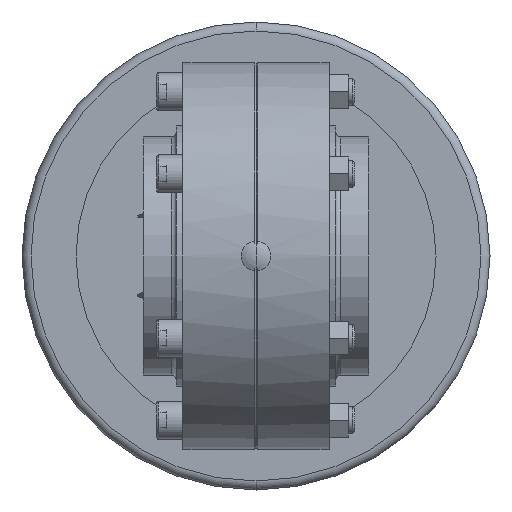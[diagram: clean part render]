
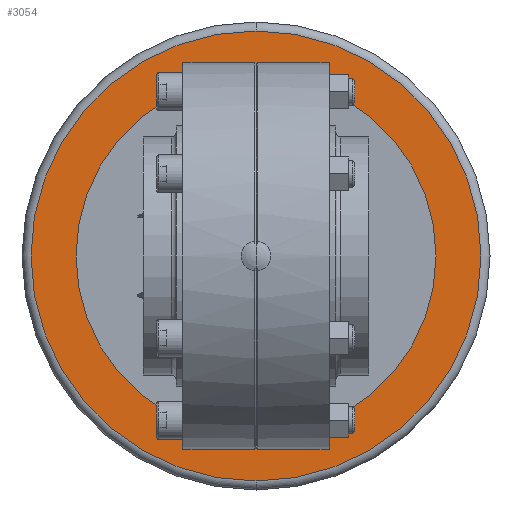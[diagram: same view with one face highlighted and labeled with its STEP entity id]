
A CAD part, front view. The second image highlights one B-rep face of the part: STEP entity #3054.
In plain terms, the highlighted planar face has unit normal (0, -1, 0).
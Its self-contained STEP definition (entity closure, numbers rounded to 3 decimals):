
#606 = ORIENTED_EDGE ( 'NONE', *, *, #10338, .T. ) ;
#865 = CIRCLE ( 'NONE', #10221, 40. ) ;
#1277 = DIRECTION ( 'NONE',  ( 0., 0., 1. ) ) ;
#1977 = PLANE ( 'NONE',  #10297 ) ;
#2004 = AXIS2_PLACEMENT_3D ( 'NONE', #10030, #7395, #2019 ) ;
#2019 = DIRECTION ( 'NONE',  ( 0., 0., -1. ) ) ;
#2723 = DIRECTION ( 'NONE',  ( 0., -1., 0. ) ) ;
#2825 = CARTESIAN_POINT ( 'NONE',  ( 0., 67.85, -50. ) ) ;
#2832 = DIRECTION ( 'NONE',  ( 0., 0., 1. ) ) ;
#3054 = ADVANCED_FACE ( 'NONE', ( #7417, #6436 ), #1977, .F. ) ;
#3937 = ORIENTED_EDGE ( 'NONE', *, *, #8556, .T. ) ;
#4276 = DIRECTION ( 'NONE',  ( 0., 0., 1. ) ) ;
#4698 = CARTESIAN_POINT ( 'NONE',  ( 0., 67.85, -40. ) ) ;
#5153 = CARTESIAN_POINT ( 'NONE',  ( 0., 67.85, 0. ) ) ;
#5670 = VERTEX_POINT ( 'NONE', #6807 ) ;
#5979 = VERTEX_POINT ( 'NONE', #2825 ) ;
#6065 = EDGE_LOOP ( 'NONE', ( #3937, #606 ) ) ;
#6230 = CARTESIAN_POINT ( 'NONE',  ( 0., 67.85, 0. ) ) ;
#6273 = DIRECTION ( 'NONE',  ( 0., -1., 0. ) ) ;
#6329 = CARTESIAN_POINT ( 'NONE',  ( 0., 67.85, 0. ) ) ;
#6348 = CIRCLE ( 'NONE', #7278, 50. ) ;
#6436 = FACE_BOUND ( 'NONE', #8246, .T. ) ;
#6480 = AXIS2_PLACEMENT_3D ( 'NONE', #6230, #2723, #2832 ) ;
#6633 = ORIENTED_EDGE ( 'NONE', *, *, #9055, .F. ) ;
#6807 = CARTESIAN_POINT ( 'NONE',  ( 0., 67.85, 40. ) ) ;
#7018 = CARTESIAN_POINT ( 'NONE',  ( 0., 67.85, 50. ) ) ;
#7278 = AXIS2_PLACEMENT_3D ( 'NONE', #5153, #11349, #4276 ) ;
#7333 = VERTEX_POINT ( 'NONE', #7018 ) ;
#7395 = DIRECTION ( 'NONE',  ( 0., -1., 0. ) ) ;
#7417 = FACE_OUTER_BOUND ( 'NONE', #6065, .T. ) ;
#8156 = CIRCLE ( 'NONE', #6480, 50. ) ;
#8246 = EDGE_LOOP ( 'NONE', ( #6633, #10675 ) ) ;
#8556 = EDGE_CURVE ( 'NONE', #7333, #5979, #8156, .T. ) ;
#9055 = EDGE_CURVE ( 'NONE', #10036, #5670, #865, .T. ) ;
#9651 = CIRCLE ( 'NONE', #2004, 40. ) ;
#9714 = EDGE_CURVE ( 'NONE', #5670, #10036, #9651, .T. ) ;
#9768 = DIRECTION ( 'NONE',  ( 0., 0., -1. ) ) ;
#9933 = DIRECTION ( 'NONE',  ( 0., 1., 0. ) ) ;
#10030 = CARTESIAN_POINT ( 'NONE',  ( 0., 67.85, 0. ) ) ;
#10036 = VERTEX_POINT ( 'NONE', #4698 ) ;
#10221 = AXIS2_PLACEMENT_3D ( 'NONE', #6329, #6273, #9768 ) ;
#10297 = AXIS2_PLACEMENT_3D ( 'NONE', #10986, #9933, #1277 ) ;
#10338 = EDGE_CURVE ( 'NONE', #5979, #7333, #6348, .T. ) ;
#10675 = ORIENTED_EDGE ( 'NONE', *, *, #9714, .F. ) ;
#10986 = CARTESIAN_POINT ( 'NONE',  ( 0., 67.85, 0. ) ) ;
#11349 = DIRECTION ( 'NONE',  ( 0., -1., 0. ) ) ;
